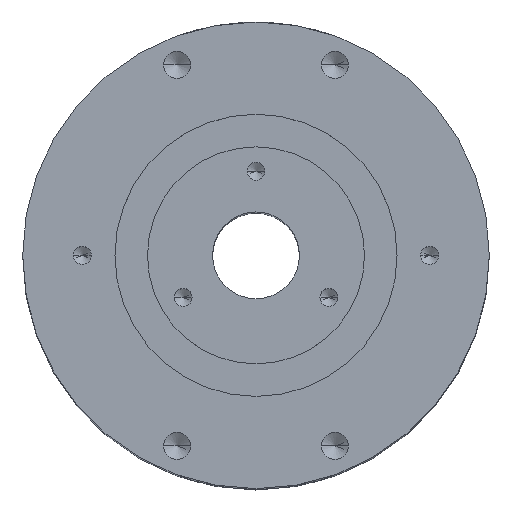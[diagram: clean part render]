
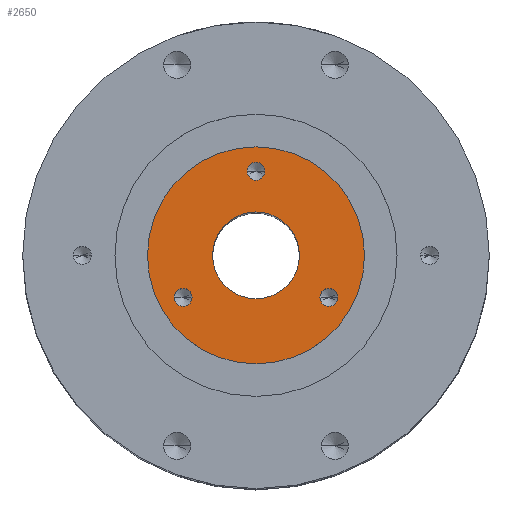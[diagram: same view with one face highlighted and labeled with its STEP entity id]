
A CAD part, top view. The second image highlights one B-rep face of the part: STEP entity #2650.
In plain terms, the highlighted planar face has unit normal (0, 0, 1).
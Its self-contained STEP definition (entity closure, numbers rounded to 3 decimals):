
#21 = ORIENTED_EDGE ( 'NONE', *, *, #592, .F. ) ;
#49 = DIRECTION ( 'NONE',  ( 1., 0., 0. ) ) ;
#51 = CARTESIAN_POINT ( 'NONE',  ( -15.073, -7.75, 139. ) ) ;
#134 = EDGE_LOOP ( 'NONE', ( #21, #1053 ) ) ;
#144 = FACE_OUTER_BOUND ( 'NONE', #3985, .T. ) ;
#161 = CARTESIAN_POINT ( 'NONE',  ( -20., 0., 139. ) ) ;
#185 = CARTESIAN_POINT ( 'NONE',  ( 15.073, -7.75, 139. ) ) ;
#221 = DIRECTION ( 'NONE',  ( 0., 0., 1. ) ) ;
#235 = ORIENTED_EDGE ( 'NONE', *, *, #4358, .F. ) ;
#249 = DIRECTION ( 'NONE',  ( 1., 0., 0. ) ) ;
#258 = FACE_BOUND ( 'NONE', #134, .T. ) ;
#308 = EDGE_CURVE ( 'NONE', #4411, #2540, #3550, .T. ) ;
#324 = VERTEX_POINT ( 'NONE', #161 ) ;
#359 = CARTESIAN_POINT ( 'NONE',  ( 20., 0., 139. ) ) ;
#473 = DIRECTION ( 'NONE',  ( 0., 0., 1. ) ) ;
#518 = AXIS2_PLACEMENT_3D ( 'NONE', #2416, #2488, #2499 ) ;
#570 = VERTEX_POINT ( 'NONE', #3115 ) ;
#592 = EDGE_CURVE ( 'NONE', #1834, #4194, #2410, .T. ) ;
#628 = DIRECTION ( 'NONE',  ( 0., 0., -1. ) ) ;
#643 = EDGE_CURVE ( 'NONE', #324, #3673, #3108, .T. ) ;
#712 = AXIS2_PLACEMENT_3D ( 'NONE', #2137, #2122, #2109 ) ;
#766 = CIRCLE ( 'NONE', #2867, 1.65 ) ;
#804 = AXIS2_PLACEMENT_3D ( 'NONE', #4392, #4076, #2066 ) ;
#830 = ORIENTED_EDGE ( 'NONE', *, *, #4211, .F. ) ;
#983 = AXIS2_PLACEMENT_3D ( 'NONE', #4150, #2158, #49 ) ;
#1053 = ORIENTED_EDGE ( 'NONE', *, *, #3899, .F. ) ;
#1077 = FACE_BOUND ( 'NONE', #4139, .T. ) ;
#1117 = DIRECTION ( 'NONE',  ( 0., 0., 1. ) ) ;
#1163 = ORIENTED_EDGE ( 'NONE', *, *, #3954, .F. ) ;
#1272 = VERTEX_POINT ( 'NONE', #1992 ) ;
#1298 = AXIS2_PLACEMENT_3D ( 'NONE', #1738, #1749, #1658 ) ;
#1493 = ORIENTED_EDGE ( 'NONE', *, *, #2203, .T. ) ;
#1548 = CARTESIAN_POINT ( 'NONE',  ( 1.65, 15.5, 139. ) ) ;
#1641 = CIRCLE ( 'NONE', #2941, 20. ) ;
#1658 = DIRECTION ( 'NONE',  ( 1., 0., 0. ) ) ;
#1668 = ORIENTED_EDGE ( 'NONE', *, *, #308, .F. ) ;
#1723 = DIRECTION ( 'NONE',  ( 0., 0., 1. ) ) ;
#1738 = CARTESIAN_POINT ( 'NONE',  ( -13.423, -7.75, 139. ) ) ;
#1749 = DIRECTION ( 'NONE',  ( 0., 0., 1. ) ) ;
#1759 = CIRCLE ( 'NONE', #2778, 1.65 ) ;
#1834 = VERTEX_POINT ( 'NONE', #2160 ) ;
#1938 = AXIS2_PLACEMENT_3D ( 'NONE', #2326, #221, #2665 ) ;
#1992 = CARTESIAN_POINT ( 'NONE',  ( 8., 0., 139. ) ) ;
#2014 = FACE_BOUND ( 'NONE', #4136, .T. ) ;
#2016 = VERTEX_POINT ( 'NONE', #2738 ) ;
#2056 = EDGE_CURVE ( 'NONE', #3673, #324, #1641, .T. ) ;
#2066 = DIRECTION ( 'NONE',  ( 1., 0., 0. ) ) ;
#2109 = DIRECTION ( 'NONE',  ( 1., 0., 0. ) ) ;
#2122 = DIRECTION ( 'NONE',  ( 0., 0., 1. ) ) ;
#2137 = CARTESIAN_POINT ( 'NONE',  ( 0., 0., 139. ) ) ;
#2158 = DIRECTION ( 'NONE',  ( 0., 0., -1. ) ) ;
#2160 = CARTESIAN_POINT ( 'NONE',  ( -11.773, -7.75, 139. ) ) ;
#2203 = EDGE_CURVE ( 'NONE', #2016, #1272, #3802, .T. ) ;
#2218 = ORIENTED_EDGE ( 'NONE', *, *, #2056, .T. ) ;
#2252 = CIRCLE ( 'NONE', #4332, 1.65 ) ;
#2325 = ORIENTED_EDGE ( 'NONE', *, *, #643, .T. ) ;
#2326 = CARTESIAN_POINT ( 'NONE',  ( -13.423, -7.75, 139. ) ) ;
#2350 = DIRECTION ( 'NONE',  ( 0., 0., 1. ) ) ;
#2410 = CIRCLE ( 'NONE', #1298, 1.65 ) ;
#2416 = CARTESIAN_POINT ( 'NONE',  ( 0., 15.5, 139. ) ) ;
#2488 = DIRECTION ( 'NONE',  ( 0., 0., 1. ) ) ;
#2499 = DIRECTION ( 'NONE',  ( 1., 0., 0. ) ) ;
#2528 = ORIENTED_EDGE ( 'NONE', *, *, #4015, .T. ) ;
#2540 = VERTEX_POINT ( 'NONE', #3039 ) ;
#2568 = CARTESIAN_POINT ( 'NONE',  ( 13.423, -7.75, 139. ) ) ;
#2650 = ADVANCED_FACE ( 'NONE', ( #2014, #258, #1077, #144, #3693 ), #3720, .T. ) ;
#2665 = DIRECTION ( 'NONE',  ( 1., 0., 0. ) ) ;
#2713 = CARTESIAN_POINT ( 'NONE',  ( 0., 0., 139. ) ) ;
#2738 = CARTESIAN_POINT ( 'NONE',  ( -8., 0., 139. ) ) ;
#2778 = AXIS2_PLACEMENT_3D ( 'NONE', #3187, #1117, #3507 ) ;
#2847 = CIRCLE ( 'NONE', #1938, 1.65 ) ;
#2867 = AXIS2_PLACEMENT_3D ( 'NONE', #4352, #2350, #249 ) ;
#2914 = DIRECTION ( 'NONE',  ( 1., 0., 0. ) ) ;
#2941 = AXIS2_PLACEMENT_3D ( 'NONE', #3737, #1723, #4086 ) ;
#3039 = CARTESIAN_POINT ( 'NONE',  ( -1.65, 15.5, 139. ) ) ;
#3060 = DIRECTION ( 'NONE',  ( 1., 0., 0. ) ) ;
#3108 = CIRCLE ( 'NONE', #712, 20. ) ;
#3111 = EDGE_LOOP ( 'NONE', ( #1493, #2528 ) ) ;
#3115 = CARTESIAN_POINT ( 'NONE',  ( 11.773, -7.75, 139. ) ) ;
#3187 = CARTESIAN_POINT ( 'NONE',  ( 0., 15.5, 139. ) ) ;
#3304 = CIRCLE ( 'NONE', #3516, 8. ) ;
#3507 = DIRECTION ( 'NONE',  ( 1., 0., 0. ) ) ;
#3516 = AXIS2_PLACEMENT_3D ( 'NONE', #2713, #628, #3060 ) ;
#3550 = CIRCLE ( 'NONE', #518, 1.65 ) ;
#3673 = VERTEX_POINT ( 'NONE', #359 ) ;
#3693 = FACE_BOUND ( 'NONE', #3111, .T. ) ;
#3720 = PLANE ( 'NONE',  #804 ) ;
#3737 = CARTESIAN_POINT ( 'NONE',  ( 0., 0., 139. ) ) ;
#3802 = CIRCLE ( 'NONE', #983, 8. ) ;
#3860 = VERTEX_POINT ( 'NONE', #185 ) ;
#3899 = EDGE_CURVE ( 'NONE', #4194, #1834, #2847, .T. ) ;
#3954 = EDGE_CURVE ( 'NONE', #570, #3860, #766, .T. ) ;
#3985 = EDGE_LOOP ( 'NONE', ( #2218, #2325 ) ) ;
#4015 = EDGE_CURVE ( 'NONE', #1272, #2016, #3304, .T. ) ;
#4076 = DIRECTION ( 'NONE',  ( 0., 0., 1. ) ) ;
#4086 = DIRECTION ( 'NONE',  ( 1., 0., 0. ) ) ;
#4136 = EDGE_LOOP ( 'NONE', ( #1668, #830 ) ) ;
#4139 = EDGE_LOOP ( 'NONE', ( #235, #1163 ) ) ;
#4150 = CARTESIAN_POINT ( 'NONE',  ( 0., 0., 139. ) ) ;
#4194 = VERTEX_POINT ( 'NONE', #51 ) ;
#4211 = EDGE_CURVE ( 'NONE', #2540, #4411, #1759, .T. ) ;
#4332 = AXIS2_PLACEMENT_3D ( 'NONE', #2568, #473, #2914 ) ;
#4352 = CARTESIAN_POINT ( 'NONE',  ( 13.423, -7.75, 139. ) ) ;
#4358 = EDGE_CURVE ( 'NONE', #3860, #570, #2252, .T. ) ;
#4392 = CARTESIAN_POINT ( 'NONE',  ( 0., 0., 139. ) ) ;
#4411 = VERTEX_POINT ( 'NONE', #1548 ) ;
